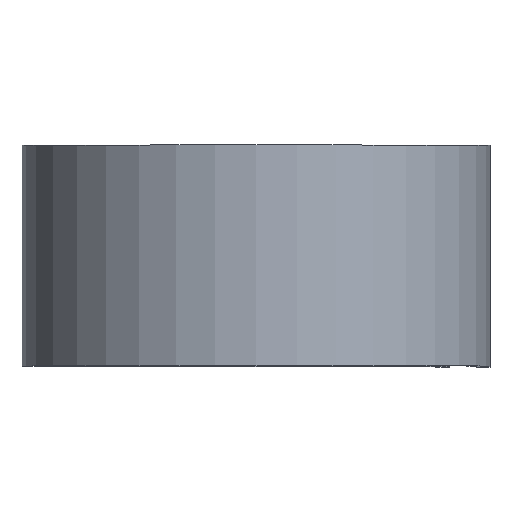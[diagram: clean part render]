
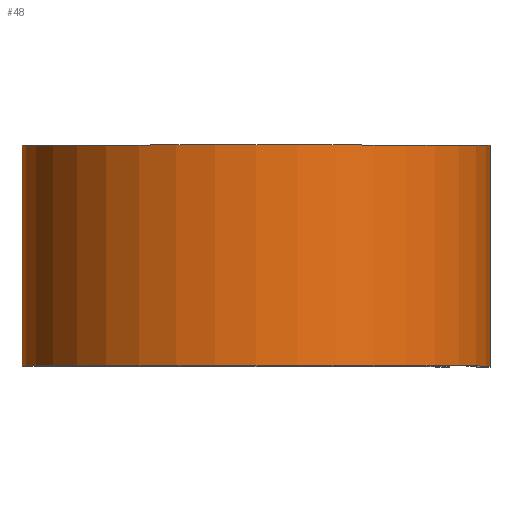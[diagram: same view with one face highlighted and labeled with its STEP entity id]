
A CAD part, top view. The second image highlights one B-rep face of the part: STEP entity #48.
In plain terms, the highlighted cylindrical face has radius 26.924 mm (diameter 53.848 mm), a partial arc.
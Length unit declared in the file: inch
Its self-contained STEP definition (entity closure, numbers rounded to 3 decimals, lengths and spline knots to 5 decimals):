
#12 = DIRECTION ( 'NONE',  ( 1., 0., 0. ) ) ;
#20 = ORIENTED_EDGE ( 'NONE', *, *, #583, .T. ) ;
#47 = DIRECTION ( 'NONE',  ( 0., 1., 0. ) ) ;
#48 = ADVANCED_FACE ( 'NONE', ( #573 ), #534, .T. ) ;
#62 = ORIENTED_EDGE ( 'NONE', *, *, #500, .F. ) ;
#64 = EDGE_LOOP ( 'NONE', ( #20, #82, #62, #342 ) ) ;
#82 = ORIENTED_EDGE ( 'NONE', *, *, #610, .F. ) ;
#90 = DIRECTION ( 'NONE',  ( 0., -1., 0. ) ) ;
#98 = CARTESIAN_POINT ( 'NONE',  ( 0., 0.5, 0. ) ) ;
#122 = VERTEX_POINT ( 'NONE', #148 ) ;
#127 = CARTESIAN_POINT ( 'NONE',  ( 0., -0.5, -1.06 ) ) ;
#138 = CARTESIAN_POINT ( 'NONE',  ( 1.06, 0.5, 0. ) ) ;
#148 = CARTESIAN_POINT ( 'NONE',  ( 1.06, -0.5, 0. ) ) ;
#196 = VERTEX_POINT ( 'NONE', #375 ) ;
#199 = VERTEX_POINT ( 'NONE', #594 ) ;
#267 = AXIS2_PLACEMENT_3D ( 'NONE', #98, #411, #310 ) ;
#284 = CARTESIAN_POINT ( 'NONE',  ( 0., -0.5, 0. ) ) ;
#310 = DIRECTION ( 'NONE',  ( 0., 0., -1. ) ) ;
#312 = CARTESIAN_POINT ( 'NONE',  ( 0., 0.5, 0. ) ) ;
#320 = VERTEX_POINT ( 'NONE', #127 ) ;
#342 = ORIENTED_EDGE ( 'NONE', *, *, #405, .T. ) ;
#350 = DIRECTION ( 'NONE',  ( 0., 1., 0. ) ) ;
#375 = CARTESIAN_POINT ( 'NONE',  ( 0., 0.5, -1.06 ) ) ;
#405 = EDGE_CURVE ( 'NONE', #196, #320, #620, .T. ) ;
#411 = DIRECTION ( 'NONE',  ( 0., -1., 0. ) ) ;
#423 = AXIS2_PLACEMENT_3D ( 'NONE', #312, #47, #12 ) ;
#446 = VECTOR ( 'NONE', #90, 39.37008 ) ;
#461 = LINE ( 'NONE', #138, #446 ) ;
#485 = CARTESIAN_POINT ( 'NONE',  ( 0., 0.5, -1.06 ) ) ;
#487 = DIRECTION ( 'NONE',  ( 0., -1., 0. ) ) ;
#500 = EDGE_CURVE ( 'NONE', #196, #199, #536, .T. ) ;
#529 = DIRECTION ( 'NONE',  ( 1., 0., 0. ) ) ;
#534 = CYLINDRICAL_SURFACE ( 'NONE', #267, 1.06 ) ;
#535 = CIRCLE ( 'NONE', #615, 1.06 ) ;
#536 = CIRCLE ( 'NONE', #423, 1.06 ) ;
#573 = FACE_OUTER_BOUND ( 'NONE', #64, .T. ) ;
#583 = EDGE_CURVE ( 'NONE', #320, #122, #535, .T. ) ;
#594 = CARTESIAN_POINT ( 'NONE',  ( 1.06, 0.5, 0. ) ) ;
#610 = EDGE_CURVE ( 'NONE', #199, #122, #461, .T. ) ;
#615 = AXIS2_PLACEMENT_3D ( 'NONE', #284, #350, #529 ) ;
#618 = VECTOR ( 'NONE', #487, 39.37008 ) ;
#620 = LINE ( 'NONE', #485, #618 ) ;
